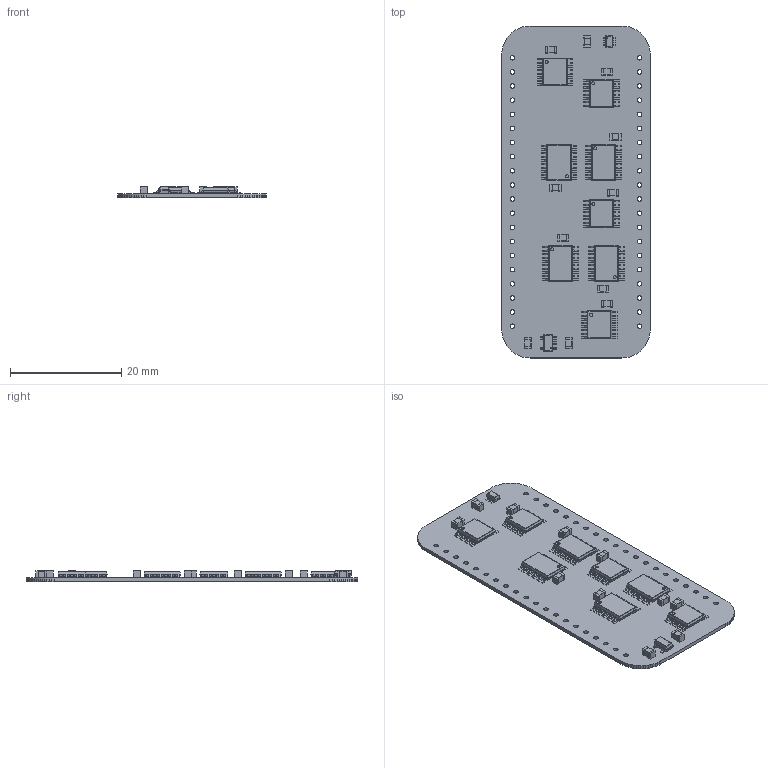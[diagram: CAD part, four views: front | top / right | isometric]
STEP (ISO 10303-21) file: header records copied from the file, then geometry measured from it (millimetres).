
FILE_DESCRIPTION(('KiCad electronic assembly'),'2;1');
FILE_NAME('Counter 16bit with IO.step','2023-10-10T20:12:16',('Pcbnew'), ('Kicad'),'Open CASCADE STEP processor 7.6','KiCad to STEP converter', 'Unknown');
FILE_SCHEMA(('AUTOMOTIVE_DESIGN { 1 0 10303 214 1 1 1 1 }'));
Length unit declared in the file: millimetre
Products named in the file (12): Counter 16bit with IO 1; C_0805_2012Metric; SOLID; 74LVC273PW,118; COMPOUND; MC74VHC139DR2G; 74LVC2G04GW-Q100H; AP7365-33WG-7; Counter 16bit with IO PCB
Assembly tree (27 placements, depth 3):
  Counter 16bit with IO 1
    C_0805_2012Metric  x11
      SOLID
    74LVC273PW,118  x4
      COMPOUND
    MC74VHC139DR2G  x4
      COMPOUND
    74LVC2G04GW-Q100H
      COMPOUND
    AP7365-33WG-7
      COMPOUND
    Counter 16bit with IO PCB
Bounding box: 26.67 x 59.69 x 2.03 mm (x, y, z)
Volume: 1293.7 mm3; surface area: 4130.7 mm2
Topology: 177 solids, 177 shells, 2681 faces, 6725 edges, 4430 vertices
Faces by surface type: plane 1954, cylinder 727
Full cylindrical faces by diameter (mm): 0.156 x1, 0.2 x1, 0.55 x8, 0.8 x40
Entity records: 55220 total; most frequent: CARTESIAN_POINT 10694, DIRECTION 8360, LINE 5585, VECTOR 5585, ORIENTED_EDGE 4318, PCURVE 4318, DEFINITIONAL_REPRESENTATION 4318, EDGE_CURVE 2159
